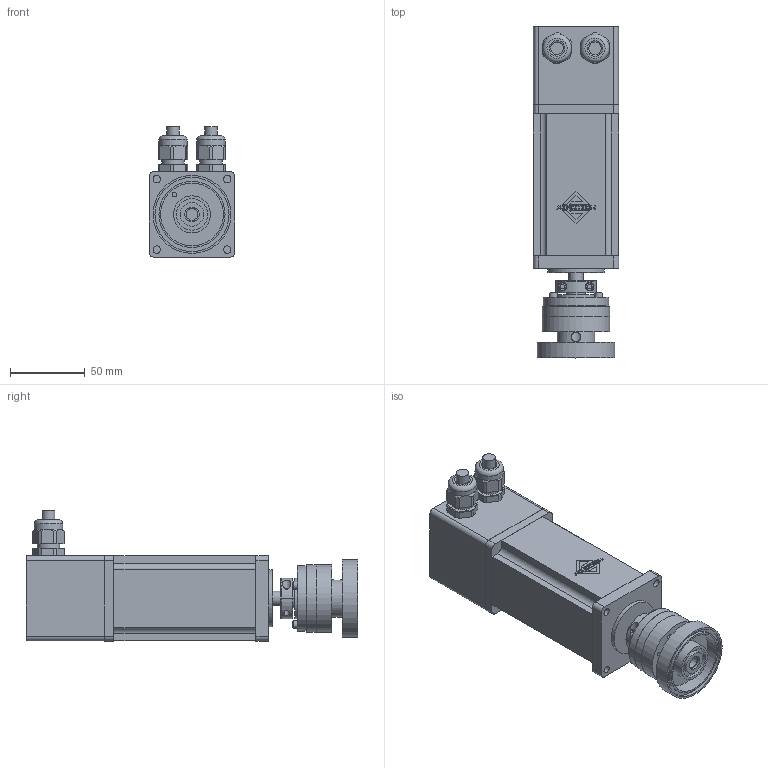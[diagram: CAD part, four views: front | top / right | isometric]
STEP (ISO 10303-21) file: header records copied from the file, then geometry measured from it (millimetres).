
FILE_DESCRIPTION(/* description */ (''),/* implementation_level */ '2;1');
FILE_NAME(/* name */ 'F10157573--_1-ASSY_ CMS ETL_ ETL GANTRY THETA MOTOR ADAPTER PLATE ASSY.stp',/* time_stamp */ '2021-05-21T10:50:26-05:00',/* author */ ('Caleb'),/* organization */ (''),/* preprocessor_version */ 'ST-DEVELOPER v18.1',/* originating_system */ 'Autodesk Inventor 2022',/* authorisation */ '');
FILE_SCHEMA (('AUTOMOTIVE_DESIGN { 1 0 10303 214 3 1 1 }'));
Products named in the file (7): F10157573--_1-ASSY_ CMS ETL_ ETL GANTRY THETA MOTOR ADAPTER PLATE ASS
Y; F10157574--_1-FIXTURE_ CMS ETL_ ETL GANTRY THETA MOTOR ADAPTER PLATE; FC0078404--_1-COLLAR_ FLANGE MOUNT SHAFT COLLAR FOR 3_8_ SHAFT _MCMAS
TER P_N 9684T28_; FC0003232--_1-SHCS_6-32x0.375LGxFT_SS18-8; F10129272--_1-MOTOR_ AEROTECH_ THETA-AXIS STEPPER MOTOR __BMS100_; FC0003214--_1-SHCS_5-40x0.1875LGxFT_SS18-8; Part12
Assembly tree (10 placements, depth 2):
  F10157573--_1-ASSY_ CMS ETL_ ETL GANTRY THETA MOTOR ADAPTER PLATE ASS
Y
    F10157574--_1-FIXTURE_ CMS ETL_ ETL GANTRY THETA MOTOR ADAPTER PLATE
    FC0078404--_1-COLLAR_ FLANGE MOUNT SHAFT COLLAR FOR 3_8_ SHAFT _MCMAS
TER P_N 9684T28_
    FC0003232--_1-SHCS_6-32x0.375LGxFT_SS18-8  x3
    F10129272--_1-MOTOR_ AEROTECH_ THETA-AXIS STEPPER MOTOR __BMS100_
    FC0003214--_1-SHCS_5-40x0.1875LGxFT_SS18-8  x3
    Part12
Bounding box: 57.15 x 221.99 x 87.13 mm (x, y, z)
Volume: 572661 mm3; surface area: 83948.5 mm2
Topology: 15 solids, 15 shells, 822 faces, 2010 edges, 1288 vertices
Faces by surface type: plane 478, cylinder 241, cone 83, bspline 10, torus 10
Full cylindrical faces by diameter (mm): 2.527 x40, 2.578 x3, 2.642 x8, 3.175 x4, 3.505 x48, 3.797 x3, 3.81 x3, 5 x4, 5.207 x3, 5.74 x7, 6.35 x4, 8.001 x1, 8.382 x4, 9.517 x1, 9.83 x1, 14.884 x4, 15.697 x1, 19.05 x2, 21.031 x1, 24.79 x1, 25.019 x1, 26.988 x1, 38.1 x1, 42 x1, 43.942 x1, 44.221 x1, 45.009 x2, 49.606 x1, 52.07 x1
Entity records: 32506 total; most frequent: CARTESIAN_POINT 14335, ORIENTED_EDGE 3764, DIRECTION 3442, EDGE_CURVE 1882, LINE 1220, VECTOR 1220, VERTEX_POINT 1220, AXIS2_PLACEMENT_3D 1111
